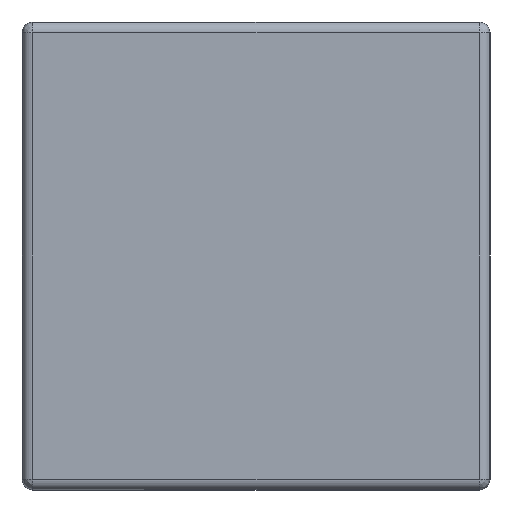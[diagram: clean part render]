
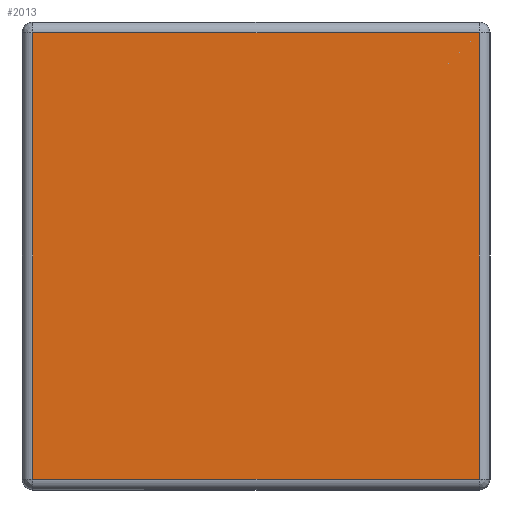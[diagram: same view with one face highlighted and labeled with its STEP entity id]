
A CAD part, left-side view. The second image highlights one B-rep face of the part: STEP entity #2013.
In plain terms, the highlighted planar face has unit normal (-1, 0, 0).
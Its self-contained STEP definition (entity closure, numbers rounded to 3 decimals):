
#85 = VECTOR ( 'NONE', #1637, 1000. ) ;
#92 = CARTESIAN_POINT ( 'NONE',  ( -0.5, 0.012, 0.25 ) ) ;
#144 = LINE ( 'NONE', #1274, #85 ) ;
#215 = EDGE_CURVE ( 'NONE', #1835, #1116, #1908, .T. ) ;
#256 = VECTOR ( 'NONE', #1066, 1000. ) ;
#308 = EDGE_LOOP ( 'NONE', ( #354, #1325, #1349, #908 ) ) ;
#329 = CARTESIAN_POINT ( 'NONE',  ( -0.5, 0.512, -0.25 ) ) ;
#354 = ORIENTED_EDGE ( 'NONE', *, *, #1138, .F. ) ;
#377 = PLANE ( 'NONE',  #2227 ) ;
#393 = VERTEX_POINT ( 'NONE', #1137 ) ;
#523 = VERTEX_POINT ( 'NONE', #92 ) ;
#566 = CARTESIAN_POINT ( 'NONE',  ( -0.5, 0.012, 0.25 ) ) ;
#736 = DIRECTION ( 'NONE',  ( 0., 0., -1. ) ) ;
#743 = LINE ( 'NONE', #2156, #256 ) ;
#839 = DIRECTION ( 'NONE',  ( 0., 1., 0. ) ) ;
#908 = ORIENTED_EDGE ( 'NONE', *, *, #215, .F. ) ;
#918 = CARTESIAN_POINT ( 'NONE',  ( -0.5, 0.512, 0.25 ) ) ;
#1066 = DIRECTION ( 'NONE',  ( 0., -1., 0. ) ) ;
#1116 = VERTEX_POINT ( 'NONE', #1380 ) ;
#1133 = FACE_OUTER_BOUND ( 'NONE', #308, .T. ) ;
#1137 = CARTESIAN_POINT ( 'NONE',  ( -0.5, 0.012, -0.25 ) ) ;
#1138 = EDGE_CURVE ( 'NONE', #393, #1835, #1258, .T. ) ;
#1182 = CARTESIAN_POINT ( 'NONE',  ( -0.5, 0.012, -0.25 ) ) ;
#1258 = LINE ( 'NONE', #1182, #2286 ) ;
#1274 = CARTESIAN_POINT ( 'NONE',  ( -0.5, 0.012, 0.25 ) ) ;
#1319 = EDGE_CURVE ( 'NONE', #523, #393, #144, .T. ) ;
#1325 = ORIENTED_EDGE ( 'NONE', *, *, #1319, .F. ) ;
#1349 = ORIENTED_EDGE ( 'NONE', *, *, #1790, .F. ) ;
#1352 = VECTOR ( 'NONE', #1986, 1000. ) ;
#1380 = CARTESIAN_POINT ( 'NONE',  ( -0.5, 0.512, 0.25 ) ) ;
#1637 = DIRECTION ( 'NONE',  ( 0., 0., -1. ) ) ;
#1790 = EDGE_CURVE ( 'NONE', #1116, #523, #743, .T. ) ;
#1835 = VERTEX_POINT ( 'NONE', #329 ) ;
#1908 = LINE ( 'NONE', #918, #1352 ) ;
#1986 = DIRECTION ( 'NONE',  ( 0., 0., 1. ) ) ;
#2013 = ADVANCED_FACE ( 'NONE', ( #1133 ), #377, .F. ) ;
#2020 = DIRECTION ( 'NONE',  ( 1., 0., 0. ) ) ;
#2156 = CARTESIAN_POINT ( 'NONE',  ( -0.5, 0.524, 0.25 ) ) ;
#2227 = AXIS2_PLACEMENT_3D ( 'NONE', #566, #2020, #736 ) ;
#2286 = VECTOR ( 'NONE', #839, 1000. ) ;
